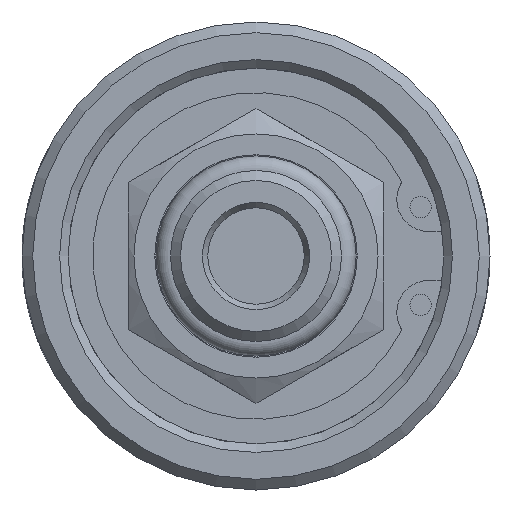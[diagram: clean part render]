
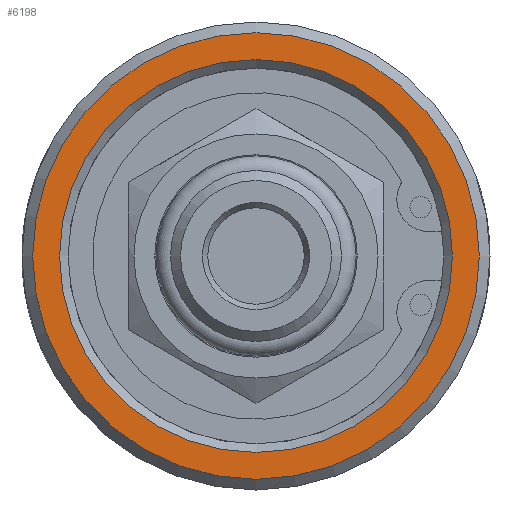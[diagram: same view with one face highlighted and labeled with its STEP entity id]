
A CAD part, left-side view. The second image highlights one B-rep face of the part: STEP entity #6198.
In plain terms, the highlighted planar face has unit normal (-1, 0, 0).
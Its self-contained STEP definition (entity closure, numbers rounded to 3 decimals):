
#1354=FACE_BOUND('',#1918,.T.);
#1410=PLANE('',#6656);
#1545=FACE_OUTER_BOUND('',#1917,.T.);
#1917=EDGE_LOOP('',(#4353));
#1918=EDGE_LOOP('',(#4354));
#2345=CIRCLE('',#6655,18.34);
#2346=CIRCLE('',#6657,20.85);
#2605=VERTEX_POINT('',#8640);
#2606=VERTEX_POINT('',#8644);
#3290=EDGE_CURVE('',#2605,#2605,#2345,.T.);
#3291=EDGE_CURVE('',#2606,#2606,#2346,.T.);
#4353=ORIENTED_EDGE('',*,*,#3291,.F.);
#4354=ORIENTED_EDGE('',*,*,#3290,.F.);
#6198=ADVANCED_FACE('',(#1545,#1354),#1410,.T.);
#6655=AXIS2_PLACEMENT_3D('',#8642,#7285,#7286);
#6656=AXIS2_PLACEMENT_3D('',#8643,#7287,#7288);
#6657=AXIS2_PLACEMENT_3D('',#8645,#7289,#7290);
#7285=DIRECTION('center_axis',(-1.,0.,0.));
#7286=DIRECTION('ref_axis',(0.,-1.,0.));
#7287=DIRECTION('center_axis',(-1.,0.,0.));
#7288=DIRECTION('ref_axis',(0.,0.,1.));
#7289=DIRECTION('center_axis',(1.,0.,0.));
#7290=DIRECTION('ref_axis',(0.,-1.,0.));
#8640=CARTESIAN_POINT('',(0.,18.34,0.));
#8642=CARTESIAN_POINT('Origin',(0.,0.,0.));
#8643=CARTESIAN_POINT('Origin',(0.,10.925,0.));
#8644=CARTESIAN_POINT('',(0.,20.85,0.));
#8645=CARTESIAN_POINT('Origin',(0.,0.,0.));
